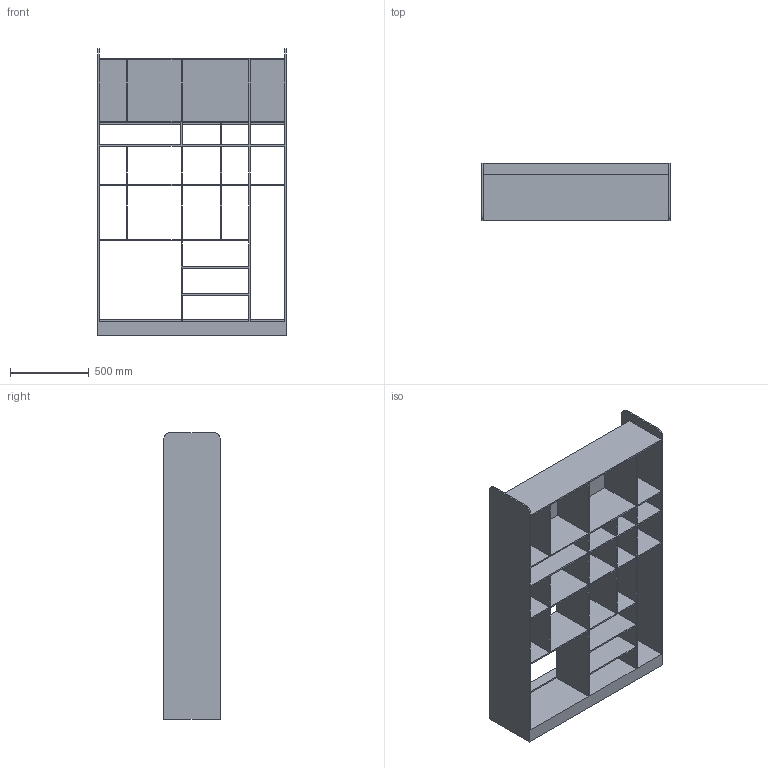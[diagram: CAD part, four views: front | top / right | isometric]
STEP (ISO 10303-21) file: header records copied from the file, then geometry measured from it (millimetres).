
FILE_DESCRIPTION(/* description */ ('STEP AP242','CAx-IF Rec.Pracs.---Representation and Presentation of Product Manufacturing Information (PMI)---4.0---2014-10-13','CAx-IF Rec.Pracs.---3D Tessellated Geometry---0.4---2014-09-14','2;1'),/* implementation_level */ '2;1');
FILE_NAME(/* name */ '639bd8405f16eb46e337055a',/* time_stamp */ '2022-12-16T02:30:25+00:00',/* author */ (''),/* organization */ (''),/* preprocessor_version */ 'ST-DEVELOPER v18.102',/* originating_system */ ' ',/* authorisation */ ' ');
FILE_SCHEMA (('AP242_MANAGED_MODEL_BASED_3D_ENGINEERING_MIM_LF { 1 0 10303 442 1 1 4 }'));
Length unit declared in the file: metre
Products named in the file (1): Part 1
Bounding box: 1200 x 360 x 1820 mm (x, y, z)
Volume: 79716724.9 mm3; surface area: 11519159 mm2
Topology: 1 solids, 1 shells, 117 faces, 350 edges, 230 vertices
Faces by surface type: plane 113, cylinder 4
Entity records: 3946 total; most frequent: ORIENTED_EDGE 700, CARTESIAN_POINT 698, DIRECTION 594, EDGE_CURVE 350, LINE 342, VECTOR 342, VERTEX_POINT 230, EDGE_LOOP 148
